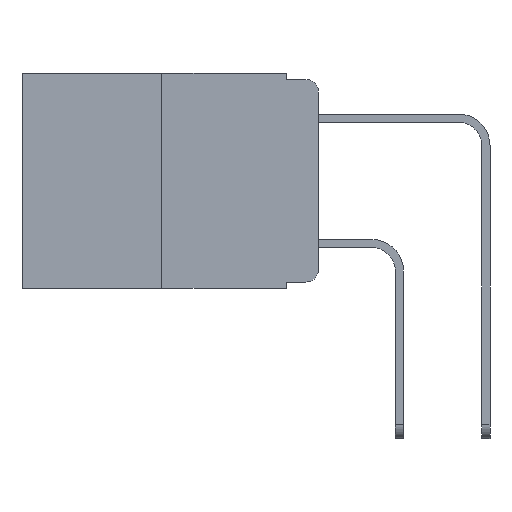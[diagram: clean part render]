
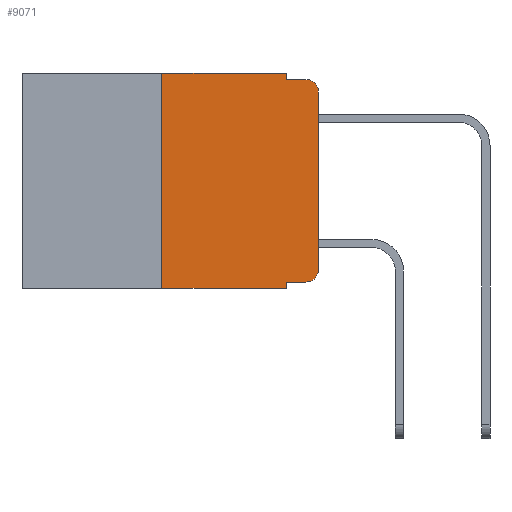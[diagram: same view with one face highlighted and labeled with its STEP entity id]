
A CAD part, left-side view. The second image highlights one B-rep face of the part: STEP entity #9071.
In plain terms, the highlighted planar face has unit normal (-1, 0, 0).
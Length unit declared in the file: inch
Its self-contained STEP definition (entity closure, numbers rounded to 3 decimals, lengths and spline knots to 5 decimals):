
#39 = LINE ( 'NONE', #11327, #6304 ) ;
#129 = ORIENTED_EDGE ( 'NONE', *, *, #229, .T. ) ;
#229 = EDGE_CURVE ( 'NONE', #11536, #11861, #4466, .T. ) ;
#292 = VECTOR ( 'NONE', #10608, 39.37008 ) ;
#538 = ORIENTED_EDGE ( 'NONE', *, *, #4578, .T. ) ;
#644 = CARTESIAN_POINT ( 'NONE',  ( 0., 0.051, -0.343 ) ) ;
#668 = DIRECTION ( 'NONE',  ( 1., 0., 0. ) ) ;
#841 = ORIENTED_EDGE ( 'NONE', *, *, #8211, .F. ) ;
#1039 = LINE ( 'NONE', #5392, #7063 ) ;
#1167 = EDGE_CURVE ( 'NONE', #11536, #9731, #1039, .T. ) ;
#1250 = DIRECTION ( 'NONE',  ( 0., 0., -1. ) ) ;
#1477 = CARTESIAN_POINT ( 'NONE',  ( 0., 0.25, -0.343 ) ) ;
#1627 = ORIENTED_EDGE ( 'NONE', *, *, #2949, .F. ) ;
#1816 = VERTEX_POINT ( 'NONE', #12886 ) ;
#2065 = EDGE_CURVE ( 'NONE', #6838, #10937, #13026, .T. ) ;
#2169 = VERTEX_POINT ( 'NONE', #6424 ) ;
#2530 = ORIENTED_EDGE ( 'NONE', *, *, #2065, .F. ) ;
#2584 = CARTESIAN_POINT ( 'NONE',  ( 0., 0.25, 0. ) ) ;
#2646 = DIRECTION ( 'NONE',  ( 0., 0., 1. ) ) ;
#2663 = VECTOR ( 'NONE', #11692, 39.37008 ) ;
#2665 = LINE ( 'NONE', #14484, #5788 ) ;
#2949 = EDGE_CURVE ( 'NONE', #2169, #13741, #6835, .T. ) ;
#3017 = VECTOR ( 'NONE', #5260, 39.37008 ) ;
#3284 = PLANE ( 'NONE',  #13955 ) ;
#3574 = DIRECTION ( 'NONE',  ( 0., -1., 0. ) ) ;
#3784 = EDGE_CURVE ( 'NONE', #13741, #4619, #39, .T. ) ;
#4064 = EDGE_LOOP ( 'NONE', ( #5516, #538, #13637, #1627, #841, #2530, #5012, #5976, #129, #4396 ) ) ;
#4396 = ORIENTED_EDGE ( 'NONE', *, *, #11477, .T. ) ;
#4460 = CIRCLE ( 'NONE', #10551, 0.02 ) ;
#4466 = LINE ( 'NONE', #6848, #7084 ) ;
#4578 = EDGE_CURVE ( 'NONE', #1816, #4619, #11610, .T. ) ;
#4619 = VERTEX_POINT ( 'NONE', #12661 ) ;
#4885 = CARTESIAN_POINT ( 'NONE',  ( 0., 0.051, -0.333 ) ) ;
#5012 = ORIENTED_EDGE ( 'NONE', *, *, #8768, .T. ) ;
#5194 = CARTESIAN_POINT ( 'NONE',  ( 0., 0., 0. ) ) ;
#5227 = CARTESIAN_POINT ( 'NONE',  ( 0., 0.02, -0.333 ) ) ;
#5260 = DIRECTION ( 'NONE',  ( 0., -1., 0. ) ) ;
#5392 = CARTESIAN_POINT ( 'NONE',  ( 0., 0.051, 0. ) ) ;
#5516 = ORIENTED_EDGE ( 'NONE', *, *, #6108, .T. ) ;
#5786 = LINE ( 'NONE', #5194, #2663 ) ;
#5788 = VECTOR ( 'NONE', #8217, 39.37008 ) ;
#5935 = CARTESIAN_POINT ( 'NONE',  ( 0., 0.02, -0.313 ) ) ;
#5976 = ORIENTED_EDGE ( 'NONE', *, *, #1167, .F. ) ;
#6108 = EDGE_CURVE ( 'NONE', #7458, #1816, #5786, .T. ) ;
#6304 = VECTOR ( 'NONE', #3574, 39.37008 ) ;
#6424 = CARTESIAN_POINT ( 'NONE',  ( 0., 0.051, 0. ) ) ;
#6835 = LINE ( 'NONE', #9528, #292 ) ;
#6838 = VERTEX_POINT ( 'NONE', #1477 ) ;
#6848 = CARTESIAN_POINT ( 'NONE',  ( 0., 0.051, -0.333 ) ) ;
#7035 = DIRECTION ( 'NONE',  ( 0., 0., -1. ) ) ;
#7063 = VECTOR ( 'NONE', #12498, 39.37008 ) ;
#7084 = VECTOR ( 'NONE', #7652, 39.37008 ) ;
#7350 = VECTOR ( 'NONE', #2646, 39.37008 ) ;
#7458 = VERTEX_POINT ( 'NONE', #12449 ) ;
#7652 = DIRECTION ( 'NONE',  ( 0., -1., 0. ) ) ;
#7991 = AXIS2_PLACEMENT_3D ( 'NONE', #14581, #8319, #1250 ) ;
#8211 = EDGE_CURVE ( 'NONE', #10937, #2169, #2665, .T. ) ;
#8217 = DIRECTION ( 'NONE',  ( 0., -1., 0. ) ) ;
#8319 = DIRECTION ( 'NONE',  ( -1., 0., 0. ) ) ;
#8524 = FACE_OUTER_BOUND ( 'NONE', #4064, .T. ) ;
#8768 = EDGE_CURVE ( 'NONE', #6838, #9731, #14561, .T. ) ;
#8962 = DIRECTION ( 'NONE',  ( 0., 0., -1. ) ) ;
#9071 = ADVANCED_FACE ( 'NONE', ( #8524 ), #3284, .F. ) ;
#9528 = CARTESIAN_POINT ( 'NONE',  ( 0., 0.051, 0. ) ) ;
#9731 = VERTEX_POINT ( 'NONE', #644 ) ;
#10544 = CARTESIAN_POINT ( 'NONE',  ( 0., 0.25, 0. ) ) ;
#10551 = AXIS2_PLACEMENT_3D ( 'NONE', #5935, #13387, #7035 ) ;
#10608 = DIRECTION ( 'NONE',  ( 0., 0., -1. ) ) ;
#10937 = VERTEX_POINT ( 'NONE', #10544 ) ;
#11026 = CARTESIAN_POINT ( 'NONE',  ( 0., 0.473, 0. ) ) ;
#11327 = CARTESIAN_POINT ( 'NONE',  ( 0., 0.051, -0.01 ) ) ;
#11477 = EDGE_CURVE ( 'NONE', #11861, #7458, #4460, .T. ) ;
#11536 = VERTEX_POINT ( 'NONE', #4885 ) ;
#11610 = CIRCLE ( 'NONE', #7991, 0.02 ) ;
#11692 = DIRECTION ( 'NONE',  ( 0., 0., 1. ) ) ;
#11861 = VERTEX_POINT ( 'NONE', #5227 ) ;
#12172 = CARTESIAN_POINT ( 'NONE',  ( 0., 0.051, -0.01 ) ) ;
#12449 = CARTESIAN_POINT ( 'NONE',  ( 0., 0., -0.313 ) ) ;
#12498 = DIRECTION ( 'NONE',  ( 0., 0., -1. ) ) ;
#12661 = CARTESIAN_POINT ( 'NONE',  ( 0., 0.02, -0.01 ) ) ;
#12886 = CARTESIAN_POINT ( 'NONE',  ( 0., 0., -0.03 ) ) ;
#13026 = LINE ( 'NONE', #2584, #7350 ) ;
#13387 = DIRECTION ( 'NONE',  ( -1., 0., 0. ) ) ;
#13637 = ORIENTED_EDGE ( 'NONE', *, *, #3784, .F. ) ;
#13741 = VERTEX_POINT ( 'NONE', #12172 ) ;
#13809 = CARTESIAN_POINT ( 'NONE',  ( 0., 0.473, -0.343 ) ) ;
#13955 = AXIS2_PLACEMENT_3D ( 'NONE', #11026, #668, #8962 ) ;
#14484 = CARTESIAN_POINT ( 'NONE',  ( 0., 0.473, 0. ) ) ;
#14561 = LINE ( 'NONE', #13809, #3017 ) ;
#14581 = CARTESIAN_POINT ( 'NONE',  ( 0., 0.02, -0.03 ) ) ;
